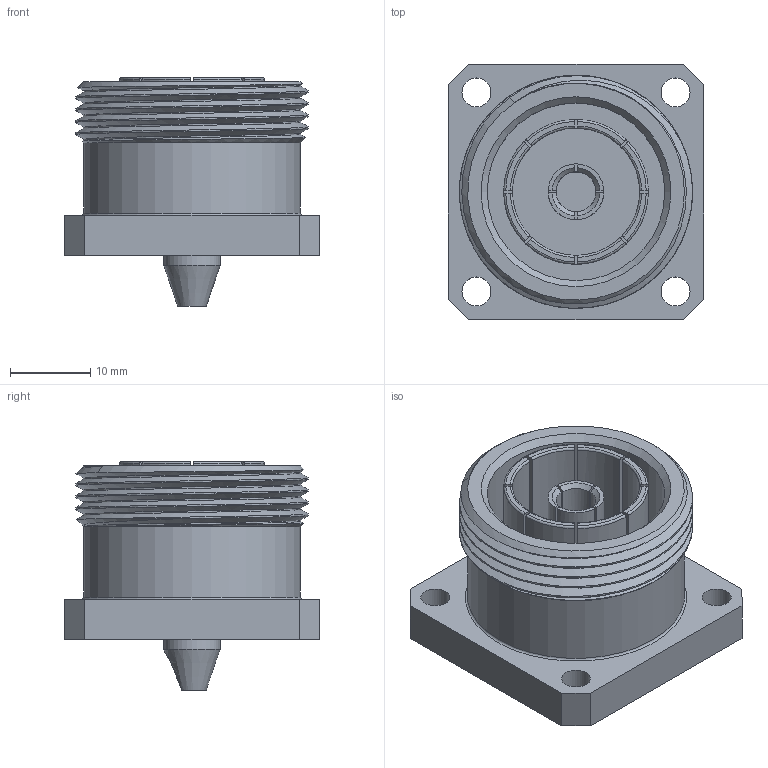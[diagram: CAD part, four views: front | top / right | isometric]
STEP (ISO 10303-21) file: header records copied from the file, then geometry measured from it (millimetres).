
FILE_DESCRIPTION (( 'STEP AP203' ), '1' );
FILE_NAME ('SC4911_3D.step', '2021-01-21T21:43:17', ( '' ), ( '' ), 'SwSTEP 2.0', 'SolidWorks 2018', '' );
FILE_SCHEMA (( 'CONFIG_CONTROL_DESIGN' ));
Length unit declared in the file: inch
Products named in the file (1): SC4911_3D
Bounding box: 31.75 x 31.75 x 28.44 mm (x, y, z)
Volume: 11035.2 mm3; surface area: 7403.4 mm2
Topology: 1 solids, 1 shells, 109 faces, 302 edges, 200 vertices
Faces by surface type: plane 66, torus 17, cylinder 14, cone 9, bspline 3
Full cylindrical faces by diameter (mm): 2.54 x1, 3.607 x4, 4.96 x1, 6.94 x1, 7 x1, 15.85 x1, 18 x1, 22.1 x1, 27 x1
Entity records: 4639 total; most frequent: CARTESIAN_POINT 1934, ORIENTED_EDGE 548, DIRECTION 526, EDGE_CURVE 274, AXIS2_PLACEMENT_3D 200, VERTEX_POINT 190, EDGE_LOOP 138, LINE 126
